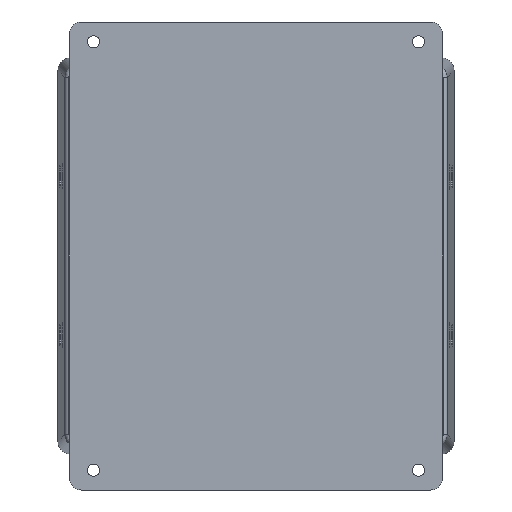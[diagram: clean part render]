
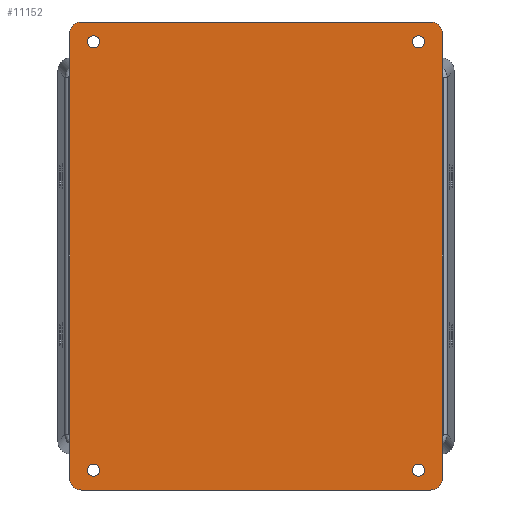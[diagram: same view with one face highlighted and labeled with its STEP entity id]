
A CAD part, front view. The second image highlights one B-rep face of the part: STEP entity #11152.
In plain terms, the highlighted planar face has unit normal (0, -1, 0).
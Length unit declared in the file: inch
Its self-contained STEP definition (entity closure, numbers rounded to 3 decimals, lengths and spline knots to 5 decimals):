
#317=PLANE('',#12072);
#1012=LINE('',#18679,#1940);
#1013=LINE('',#18683,#1941);
#1014=LINE('',#18687,#1942);
#1015=LINE('',#18690,#1943);
#1940=VECTOR('',#14355,39.37008);
#1941=VECTOR('',#14358,39.37008);
#1942=VECTOR('',#14361,39.37008);
#1943=VECTOR('',#14364,39.37008);
#2480=FACE_BOUND('',#4177,.T.);
#2481=FACE_BOUND('',#4178,.T.);
#2482=FACE_BOUND('',#4179,.T.);
#2483=FACE_BOUND('',#4180,.T.);
#2727=CIRCLE('',#12073,0.187);
#2728=CIRCLE('',#12074,0.187);
#2729=CIRCLE('',#12075,0.187);
#2730=CIRCLE('',#12076,0.187);
#2731=CIRCLE('',#12077,0.0965);
#2732=CIRCLE('',#12078,0.0965);
#2733=CIRCLE('',#12079,0.0965);
#2734=CIRCLE('',#12080,0.0965);
#3415=FACE_OUTER_BOUND('',#4176,.T.);
#4176=EDGE_LOOP('',(#8866,#8867,#8868,#8869,#8870,#8871,#8872,#8873));
#4177=EDGE_LOOP('',(#8874));
#4178=EDGE_LOOP('',(#8875));
#4179=EDGE_LOOP('',(#8876));
#4180=EDGE_LOOP('',(#8877));
#5194=VERTEX_POINT('',#18675);
#5195=VERTEX_POINT('',#18676);
#5196=VERTEX_POINT('',#18678);
#5197=VERTEX_POINT('',#18680);
#5198=VERTEX_POINT('',#18682);
#5199=VERTEX_POINT('',#18684);
#5200=VERTEX_POINT('',#18686);
#5201=VERTEX_POINT('',#18688);
#5202=VERTEX_POINT('',#18691);
#5203=VERTEX_POINT('',#18693);
#5204=VERTEX_POINT('',#18695);
#5205=VERTEX_POINT('',#18697);
#6498=EDGE_CURVE('',#5194,#5195,#2727,.T.);
#6499=EDGE_CURVE('',#5195,#5196,#1012,.T.);
#6500=EDGE_CURVE('',#5196,#5197,#2728,.T.);
#6501=EDGE_CURVE('',#5197,#5198,#1013,.T.);
#6502=EDGE_CURVE('',#5198,#5199,#2729,.T.);
#6503=EDGE_CURVE('',#5199,#5200,#1014,.T.);
#6504=EDGE_CURVE('',#5200,#5201,#2730,.T.);
#6505=EDGE_CURVE('',#5201,#5194,#1015,.T.);
#6506=EDGE_CURVE('',#5202,#5202,#2731,.T.);
#6507=EDGE_CURVE('',#5203,#5203,#2732,.T.);
#6508=EDGE_CURVE('',#5204,#5204,#2733,.T.);
#6509=EDGE_CURVE('',#5205,#5205,#2734,.T.);
#8866=ORIENTED_EDGE('',*,*,#6498,.T.);
#8867=ORIENTED_EDGE('',*,*,#6499,.T.);
#8868=ORIENTED_EDGE('',*,*,#6500,.T.);
#8869=ORIENTED_EDGE('',*,*,#6501,.T.);
#8870=ORIENTED_EDGE('',*,*,#6502,.T.);
#8871=ORIENTED_EDGE('',*,*,#6503,.T.);
#8872=ORIENTED_EDGE('',*,*,#6504,.T.);
#8873=ORIENTED_EDGE('',*,*,#6505,.T.);
#8874=ORIENTED_EDGE('',*,*,#6506,.F.);
#8875=ORIENTED_EDGE('',*,*,#6507,.F.);
#8876=ORIENTED_EDGE('',*,*,#6508,.F.);
#8877=ORIENTED_EDGE('',*,*,#6509,.F.);
#11152=ADVANCED_FACE('',(#3415,#2480,#2481,#2482,#2483),#317,.T.);
#12072=AXIS2_PLACEMENT_3D('',#18674,#14351,#14352);
#12073=AXIS2_PLACEMENT_3D('',#18677,#14353,#14354);
#12074=AXIS2_PLACEMENT_3D('',#18681,#14356,#14357);
#12075=AXIS2_PLACEMENT_3D('',#18685,#14359,#14360);
#12076=AXIS2_PLACEMENT_3D('',#18689,#14362,#14363);
#12077=AXIS2_PLACEMENT_3D('',#18692,#14365,#14366);
#12078=AXIS2_PLACEMENT_3D('',#18694,#14367,#14368);
#12079=AXIS2_PLACEMENT_3D('',#18696,#14369,#14370);
#12080=AXIS2_PLACEMENT_3D('',#18698,#14371,#14372);
#14351=DIRECTION('center_axis',(0.,-1.,0.));
#14352=DIRECTION('ref_axis',(0.,0.,-1.));
#14353=DIRECTION('center_axis',(0.,-1.,0.));
#14354=DIRECTION('ref_axis',(0.,0.,-1.));
#14355=DIRECTION('',(0.,0.,-1.));
#14356=DIRECTION('center_axis',(0.,-1.,0.));
#14357=DIRECTION('ref_axis',(0.,0.,-1.));
#14358=DIRECTION('',(1.,0.,0.));
#14359=DIRECTION('center_axis',(0.,-1.,0.));
#14360=DIRECTION('ref_axis',(0.,0.,-1.));
#14361=DIRECTION('',(0.,0.,1.));
#14362=DIRECTION('center_axis',(0.,-1.,0.));
#14363=DIRECTION('ref_axis',(0.,0.,-1.));
#14364=DIRECTION('',(-1.,0.,0.));
#14365=DIRECTION('center_axis',(0.,-1.,0.));
#14366=DIRECTION('ref_axis',(0.,0.,-1.));
#14367=DIRECTION('center_axis',(0.,-1.,0.));
#14368=DIRECTION('ref_axis',(0.,0.,-1.));
#14369=DIRECTION('center_axis',(0.,-1.,0.));
#14370=DIRECTION('ref_axis',(0.,0.,-1.));
#14371=DIRECTION('center_axis',(0.,-1.,0.));
#14372=DIRECTION('ref_axis',(0.,0.,-1.));
#18674=CARTESIAN_POINT('Origin',(-2.7505,-3.27898,3.5));
#18675=CARTESIAN_POINT('',(-2.7505,-3.27898,3.687));
#18676=CARTESIAN_POINT('',(-2.9375,-3.27898,3.5));
#18677=CARTESIAN_POINT('Origin',(-2.7505,-3.27898,3.5));
#18678=CARTESIAN_POINT('',(-2.9375,-3.27898,-3.5));
#18679=CARTESIAN_POINT('',(-2.9375,-3.27898,3.5));
#18680=CARTESIAN_POINT('',(-2.7505,-3.27898,-3.687));
#18681=CARTESIAN_POINT('Origin',(-2.7505,-3.27898,-3.5));
#18682=CARTESIAN_POINT('',(2.7505,-3.27898,-3.687));
#18683=CARTESIAN_POINT('',(-2.7505,-3.27898,-3.687));
#18684=CARTESIAN_POINT('',(2.9375,-3.27898,-3.5));
#18685=CARTESIAN_POINT('Origin',(2.7505,-3.27898,-3.5));
#18686=CARTESIAN_POINT('',(2.9375,-3.27898,3.5));
#18687=CARTESIAN_POINT('',(2.9375,-3.27898,3.5));
#18688=CARTESIAN_POINT('',(2.7505,-3.27898,3.687));
#18689=CARTESIAN_POINT('Origin',(2.7505,-3.27898,3.5));
#18690=CARTESIAN_POINT('',(-2.7505,-3.27898,3.687));
#18691=CARTESIAN_POINT('',(2.5625,-3.27898,-3.4715));
#18692=CARTESIAN_POINT('Origin',(2.5625,-3.27898,-3.375));
#18693=CARTESIAN_POINT('',(-2.5625,-3.27898,-3.4715));
#18694=CARTESIAN_POINT('Origin',(-2.5625,-3.27898,-3.375));
#18695=CARTESIAN_POINT('',(-2.5625,-3.27898,3.2785));
#18696=CARTESIAN_POINT('Origin',(-2.5625,-3.27898,3.375));
#18697=CARTESIAN_POINT('',(2.5625,-3.27898,3.2785));
#18698=CARTESIAN_POINT('Origin',(2.5625,-3.27898,3.375));
